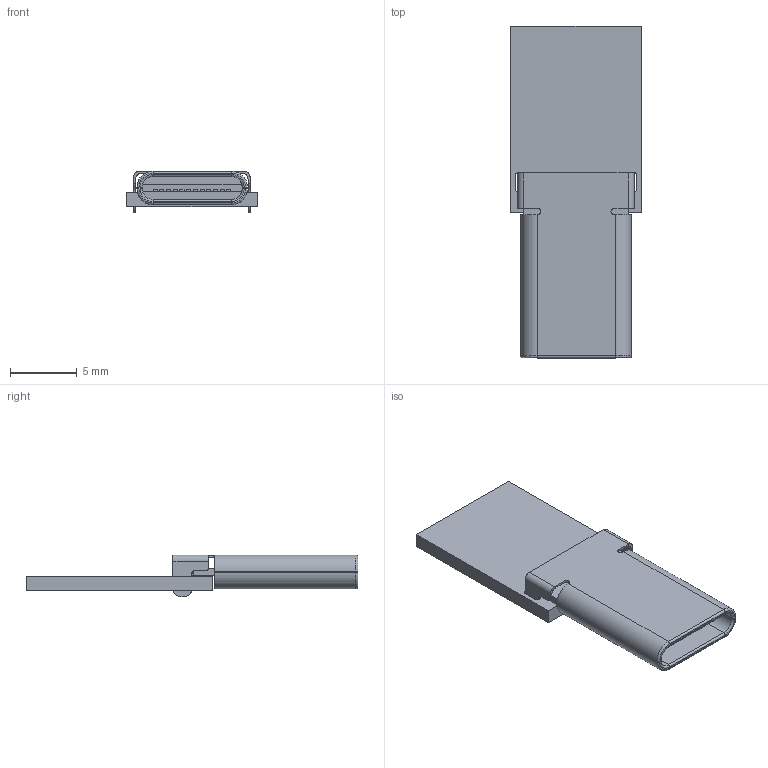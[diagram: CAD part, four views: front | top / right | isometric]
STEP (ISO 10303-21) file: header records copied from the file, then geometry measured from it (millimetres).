
FILE_DESCRIPTION(('KiCad electronic assembly'),'2;1');
FILE_NAME('USBC cable.step','2022-02-01T16:17:11',('Pcbnew'),('Kicad'), 'Open CASCADE STEP processor 7.6','KiCad to STEP converter','Unknown' );
FILE_SCHEMA(('AUTOMOTIVE_DESIGN { 1 0 10303 214 1 1 1 1 }'));
Length unit declared in the file: millimetre
Products named in the file (4): USBC cable 1; U261-121N-4BS2S; COMPOUND; USBC cable PCB
Assembly tree (3 placements, depth 3):
  USBC cable 1
    U261-121N-4BS2S
      COMPOUND
    USBC cable PCB
Bounding box: 9.73 x 24.78 x 3.11 mm (x, y, z)
Volume: 298.9 mm3; surface area: 1151.3 mm2
Topology: 15 solids, 15 shells, 155 faces, 356 edges, 232 vertices
Faces by surface type: bspline 141, plane 10, cylinder 4
Entity records: 8349 total; most frequent: CARTESIAN_POINT 3238, B_SPLINE_CURVE_WITH_KNOTS 848, ORIENTED_EDGE 712, PCURVE 712, DEFINITIONAL_REPRESENTATION 712, EDGE_CURVE 356, SURFACE_CURVE 356, VERTEX_POINT 232
